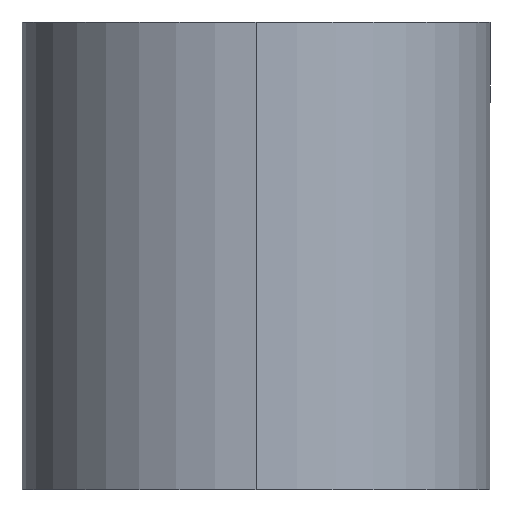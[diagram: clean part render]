
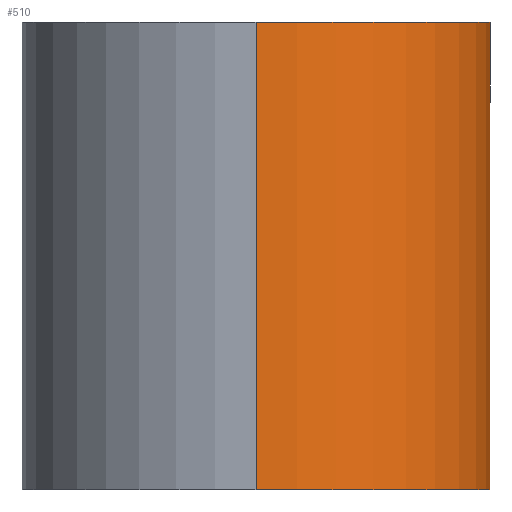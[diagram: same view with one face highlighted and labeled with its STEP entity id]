
A CAD part, left-side view. The second image highlights one B-rep face of the part: STEP entity #510.
In plain terms, the highlighted cylindrical face has radius 10 mm (diameter 20 mm), a partial arc.
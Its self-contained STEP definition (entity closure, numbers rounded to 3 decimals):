
#3 = ORIENTED_EDGE ( 'NONE', *, *, #141, .F. ) ;
#12 = ORIENTED_EDGE ( 'NONE', *, *, #42, .F. ) ;
#22 = DIRECTION ( 'NONE',  ( 0., 0., -1. ) ) ;
#23 = CARTESIAN_POINT ( 'NONE',  ( -40., 0., 20. ) ) ;
#42 = EDGE_CURVE ( 'NONE', #356, #78, #250, .T. ) ;
#51 = DIRECTION ( 'NONE',  ( 0., 0., 1. ) ) ;
#66 = CIRCLE ( 'NONE', #600, 10. ) ;
#78 = VERTEX_POINT ( 'NONE', #279 ) ;
#105 = VERTEX_POINT ( 'NONE', #402 ) ;
#115 = FACE_OUTER_BOUND ( 'NONE', #136, .T. ) ;
#136 = EDGE_LOOP ( 'NONE', ( #3, #174, #366, #12 ) ) ;
#141 = EDGE_CURVE ( 'NONE', #105, #356, #573, .T. ) ;
#174 = ORIENTED_EDGE ( 'NONE', *, *, #348, .T. ) ;
#191 = DIRECTION ( 'NONE',  ( 1., 0., 0. ) ) ;
#250 = LINE ( 'NONE', #519, #476 ) ;
#270 = AXIS2_PLACEMENT_3D ( 'NONE', #309, #51, #191 ) ;
#279 = CARTESIAN_POINT ( 'NONE',  ( -40., -10., 0. ) ) ;
#309 = CARTESIAN_POINT ( 'NONE',  ( -40., 0., 20. ) ) ;
#318 = CARTESIAN_POINT ( 'NONE',  ( -50., 0., 20. ) ) ;
#348 = EDGE_CURVE ( 'NONE', #105, #490, #587, .T. ) ;
#356 = VERTEX_POINT ( 'NONE', #597 ) ;
#366 = ORIENTED_EDGE ( 'NONE', *, *, #446, .T. ) ;
#377 = CARTESIAN_POINT ( 'NONE',  ( -50., 0., 0. ) ) ;
#382 = DIRECTION ( 'NONE',  ( 1., 0., 0. ) ) ;
#388 = VECTOR ( 'NONE', #560, 1000. ) ;
#402 = CARTESIAN_POINT ( 'NONE',  ( -50., 0., 20. ) ) ;
#425 = DIRECTION ( 'NONE',  ( 0., 0., 1. ) ) ;
#446 = EDGE_CURVE ( 'NONE', #490, #78, #66, .T. ) ;
#464 = CYLINDRICAL_SURFACE ( 'NONE', #616, 10. ) ;
#469 = CARTESIAN_POINT ( 'NONE',  ( -40., 0., 0. ) ) ;
#476 = VECTOR ( 'NONE', #22, 1000. ) ;
#490 = VERTEX_POINT ( 'NONE', #377 ) ;
#510 = ADVANCED_FACE ( 'NONE', ( #115 ), #464, .T. ) ;
#519 = CARTESIAN_POINT ( 'NONE',  ( -40., -10., 20. ) ) ;
#560 = DIRECTION ( 'NONE',  ( 0., 0., -1. ) ) ;
#562 = DIRECTION ( 'NONE',  ( -1., 0., 0. ) ) ;
#573 = CIRCLE ( 'NONE', #270, 10. ) ;
#587 = LINE ( 'NONE', #318, #388 ) ;
#593 = DIRECTION ( 'NONE',  ( 0., 0., -1. ) ) ;
#597 = CARTESIAN_POINT ( 'NONE',  ( -40., -10., 20. ) ) ;
#600 = AXIS2_PLACEMENT_3D ( 'NONE', #469, #425, #382 ) ;
#616 = AXIS2_PLACEMENT_3D ( 'NONE', #23, #593, #562 ) ;
